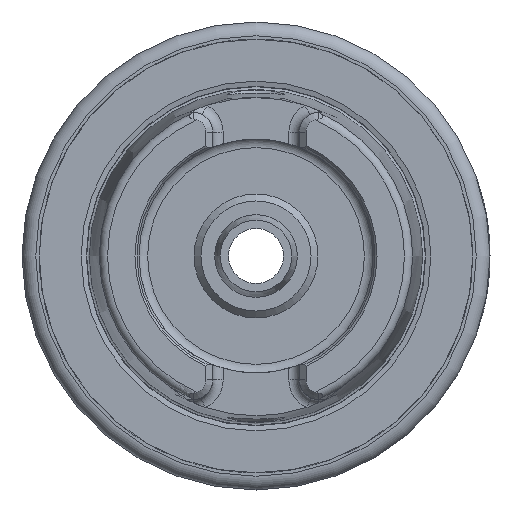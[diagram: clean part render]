
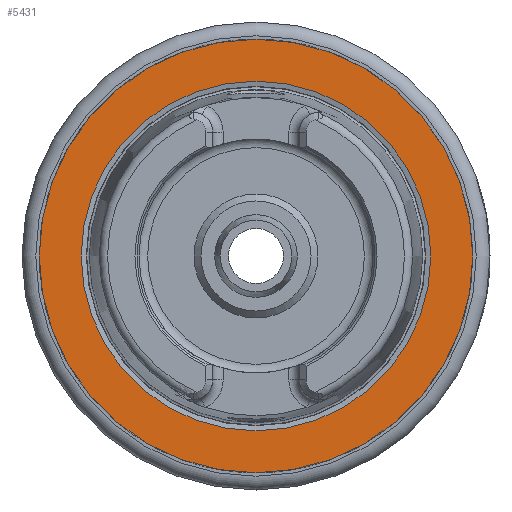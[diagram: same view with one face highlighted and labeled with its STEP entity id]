
A CAD part, left-side view. The second image highlights one B-rep face of the part: STEP entity #5431.
In plain terms, the highlighted planar face has unit normal (-1, 0, 0).
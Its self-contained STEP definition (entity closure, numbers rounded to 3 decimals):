
#4701=CARTESIAN_POINT('',(0.0,31.5,0.0));
#4702=VERTEX_POINT('',#4701);
#4703=CARTESIAN_POINT('',(0.0,0.0,0.0));
#4704=DIRECTION('',(1.0,0.0,0.0));
#4705=DIRECTION('',(0.0,1.0,0.0));
#4706=AXIS2_PLACEMENT_3D('',#4703,#4704,#4705);
#4707=CIRCLE('',#4706,31.5);
#4708=EDGE_CURVE('',#4702,#4702,#4707,.T.);
#5405=CARTESIAN_POINT('',(0.0,25.4,0.0));
#5406=VERTEX_POINT('',#5405);
#5407=CARTESIAN_POINT('',(0.0,0.0,0.0));
#5408=DIRECTION('',(1.0,0.0,0.0));
#5409=DIRECTION('',(0.0,1.0,0.0));
#5410=AXIS2_PLACEMENT_3D('',#5407,#5408,#5409);
#5411=CIRCLE('',#5410,25.4);
#5412=EDGE_CURVE('',#5406,#5406,#5411,.T.);
#5420=CARTESIAN_POINT('',(0.0,28.45,0.0));
#5421=DIRECTION('',(-1.0,0.0,0.0));
#5422=DIRECTION('',(0.0,0.0,1.0));
#5423=AXIS2_PLACEMENT_3D('',#5420,#5421,#5422);
#5424=PLANE('',#5423);
#5425=ORIENTED_EDGE('',*,*,#4708,.F.);
#5426=EDGE_LOOP('',(#5425));
#5427=FACE_OUTER_BOUND('',#5426,.T.);
#5428=ORIENTED_EDGE('',*,*,#5412,.T.);
#5429=EDGE_LOOP('',(#5428));
#5430=FACE_BOUND('',#5429,.T.);
#5431=ADVANCED_FACE('',(#5427,#5430),#5424,.T.);
